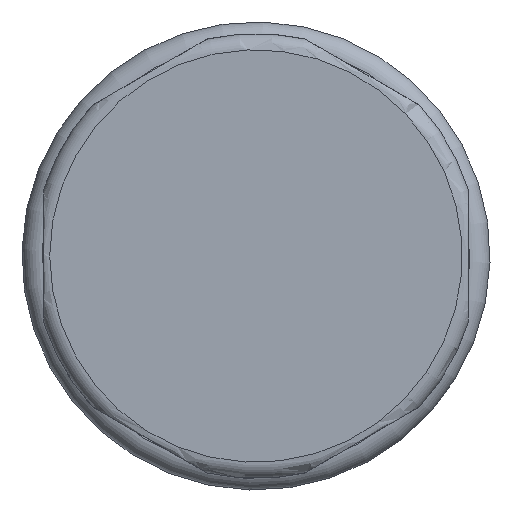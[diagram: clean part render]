
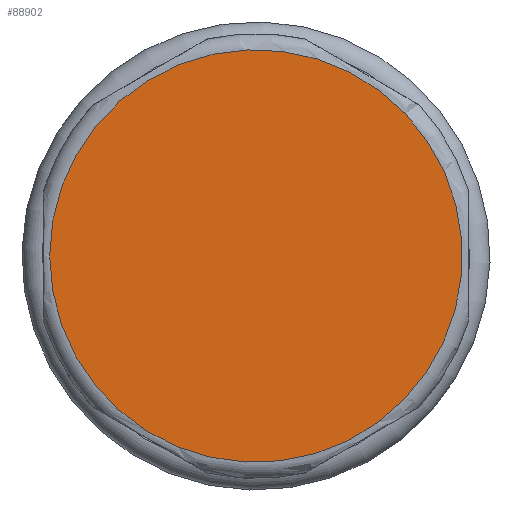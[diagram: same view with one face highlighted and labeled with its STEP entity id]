
A CAD part, left-side view. The second image highlights one B-rep face of the part: STEP entity #88902.
In plain terms, the highlighted planar face has unit normal (-1, 0, 0).
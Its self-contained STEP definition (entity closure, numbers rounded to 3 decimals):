
#88886=CARTESIAN_POINT('',(0.,8.75,0.0));
#88887=DIRECTION('',(-1.0,0.0,0.0));
#88888=DIRECTION('',(0.0,0.0,1.0));
#88889=AXIS2_PLACEMENT_3D('',#88886,#88887,#88888);
#88890=PLANE('',#88889);
#88891=CARTESIAN_POINT('',(0.,10.2,0.0));
#88892=VERTEX_POINT('',#88891);
#88893=CARTESIAN_POINT('',(0.,0.0,0.0));
#88894=DIRECTION('',(1.0,0.0,0.0));
#88895=DIRECTION('',(0.0,-1.0,0.0));
#88896=AXIS2_PLACEMENT_3D('',#88893,#88894,#88895);
#88897=CIRCLE('',#88896,10.2);
#88898=EDGE_CURVE('',#88892,#88892,#88897,.T.);
#88899=ORIENTED_EDGE('',*,*,#88898,.F.);
#88900=EDGE_LOOP('',(#88899));
#88901=FACE_OUTER_BOUND('',#88900,.T.);
#88902=ADVANCED_FACE('',(#88901),#88890,.T.);
